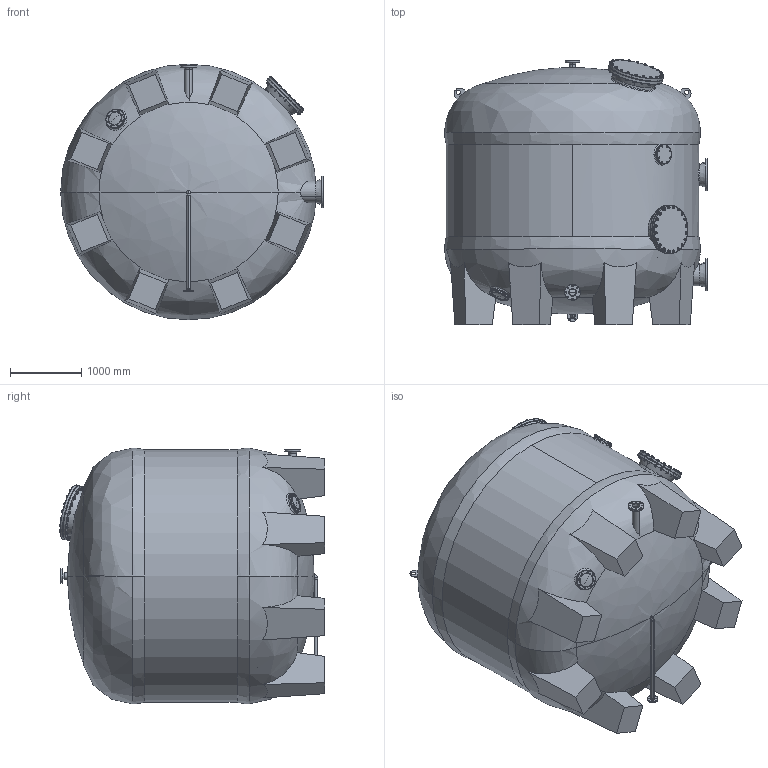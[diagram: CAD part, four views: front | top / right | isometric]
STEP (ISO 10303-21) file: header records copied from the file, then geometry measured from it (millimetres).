
FILE_DESCRIPTION (( 'STEP AP214' ), '1' );
FILE_NAME ('Atlantic 350C.STEP', '2020-11-02T14:09:26', ( '' ), ( '' ), 'SwSTEP 2.0', 'SolidWorks 2019', '' );
FILE_SCHEMA (( 'AUTOMOTIVE_DESIGN' ));
Length unit declared in the file: millimetre
Products named in the file (26): cover_dn500; cover_block_dn200; hex_screw_m8_40; glass_cover_dn200; cover_dn600; gasket_dn200; washer_fi8; air_flange_dn100; hex_nut_m20; hex_screw_m20_110; drain_flange_dn40; outlet_flange_dn300; hex_screw_m20_100; gasket_dn500; vessel_350c; gasket_dn600; vent_flange_dn80; elbow_dn40; inlet_flange_dn300; washer_fi20; gasket_block_dn200; Atlantic 350C
Assembly tree (171 placements, depth 3):
  Atlantic 350C
    vessel_350c
    inlet_flange_dn300
    vent_flange_dn80
    outlet_flange_dn300
    glass_cover_dn200
      glass_cover_dn200
      gasket_dn200
      hex_screw_m8_40  x8
      washer_fi8  x8
    air_flange_dn100
    elbow_dn40
    drain_flange_dn40
    cover_dn600
      cover_dn600
      gasket_dn600
      hex_screw_m20_110  x20
      washer_fi20  x20
    hex_nut_m20  x20
    washer_fi20  x20
    cover_dn500
      cover_dn500
      gasket_dn500
      hex_screw_m20_100  x20
      washer_fi20  x20
    cover_block_dn200
      cover_block_dn200
      gasket_block_dn200
      hex_screw_m8_40  x8
      washer_fi8  x8
Bounding box: 3675.39 x 3716.82 x 3578.78 mm (x, y, z)
Volume: 2284841941.3 mm3; surface area: 106031633 mm2
Topology: 167 solids, 167 shells, 2847 faces, 6718 edges, 4230 vertices
Faces by surface type: cone 920, plane 905, cylinder 865, bspline 157
Entity records: 78356 total; most frequent: CARTESIAN_POINT 49091, ORIENTED_EDGE 4824, DIRECTION 4155, EDGE_CURVE 2412, AXIS2_PLACEMENT_3D 1772, VERTEX_POINT 1667, EDGE_LOOP 1153, CIRCLE 940
